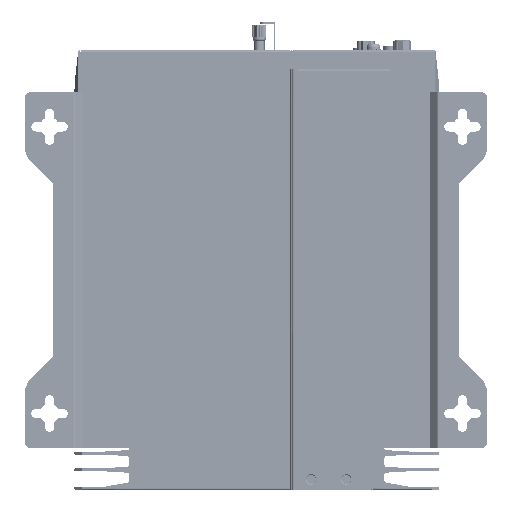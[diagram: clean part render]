
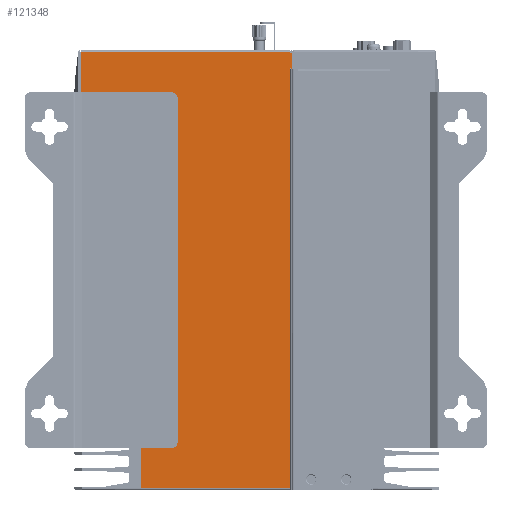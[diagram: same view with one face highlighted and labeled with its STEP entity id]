
A CAD part, front view. The second image highlights one B-rep face of the part: STEP entity #121348.
In plain terms, the highlighted planar face has unit normal (0, -1, 0).
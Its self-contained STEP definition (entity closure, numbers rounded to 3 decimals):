
#3144 = CARTESIAN_POINT ( 'NONE',  ( 19.35, 0., -208. ) ) ;
#8162 = CARTESIAN_POINT ( 'NONE',  ( 16.35, 0., -205. ) ) ;
#13950 = LINE ( 'NONE', #36639, #72784 ) ;
#21167 = DIRECTION ( 'NONE',  ( 0., 1., 0. ) ) ;
#23801 = VERTEX_POINT ( 'NONE', #279211 ) ;
#27424 = AXIS2_PLACEMENT_3D ( 'NONE', #49762, #21167, #142041 ) ;
#33520 = EDGE_CURVE ( 'NONE', #127216, #264015, #215773, .T. ) ;
#35879 = VECTOR ( 'NONE', #209300, 1000. ) ;
#36383 = EDGE_CURVE ( 'NONE', #260429, #252190, #13950, .T. ) ;
#36639 = CARTESIAN_POINT ( 'NONE',  ( 19.35, 0., -22. ) ) ;
#40061 = VERTEX_POINT ( 'NONE', #224037 ) ;
#41455 = CARTESIAN_POINT ( 'NONE',  ( 0.2, 0., -230. ) ) ;
#41549 = CARTESIAN_POINT ( 'NONE',  ( -30.65, 0., -22. ) ) ;
#42083 = DIRECTION ( 'NONE',  ( 1., 0., 0. ) ) ;
#42420 = EDGE_CURVE ( 'NONE', #297730, #264015, #260599, .T. ) ;
#42736 = LINE ( 'NONE', #201591, #157715 ) ;
#43508 = VECTOR ( 'NONE', #135889, 1000. ) ;
#48276 = PLANE ( 'NONE',  #27424 ) ;
#48569 = LINE ( 'NONE', #254321, #211283 ) ;
#48908 = ORIENTED_EDGE ( 'NONE', *, *, #88859, .F. ) ;
#49762 = CARTESIAN_POINT ( 'NONE',  ( 114.7, 0., -2.14 ) ) ;
#59022 = DIRECTION ( 'NONE',  ( 0., -1., 0. ) ) ;
#60176 = EDGE_CURVE ( 'NONE', #109648, #256484, #118061, .T. ) ;
#60804 = ORIENTED_EDGE ( 'NONE', *, *, #251040, .F. ) ;
#61385 = CARTESIAN_POINT ( 'NONE',  ( 79.185, 0., -1.5 ) ) ;
#63577 = DIRECTION ( 'NONE',  ( 0., 0., 1. ) ) ;
#70552 = DIRECTION ( 'NONE',  ( 0., -1., 0. ) ) ;
#72784 = VECTOR ( 'NONE', #104681, 1000. ) ;
#74699 = ORIENTED_EDGE ( 'NONE', *, *, #137894, .T. ) ;
#76057 = DIRECTION ( 'NONE',  ( 1., 0., 0. ) ) ;
#76665 = EDGE_CURVE ( 'NONE', #252190, #151900, #245387, .T. ) ;
#77529 = CARTESIAN_POINT ( 'NONE',  ( 79.185, 0., -9.786 ) ) ;
#78882 = CIRCLE ( 'NONE', #223818, 3. ) ;
#79172 = DIRECTION ( 'NONE',  ( 1., 0., 0. ) ) ;
#80229 = VECTOR ( 'NONE', #88271, 1000. ) ;
#84401 = VERTEX_POINT ( 'NONE', #85475 ) ;
#85475 = CARTESIAN_POINT ( 'NONE',  ( 19.35, 0., -25. ) ) ;
#88271 = DIRECTION ( 'NONE',  ( 0., 0., 1. ) ) ;
#88859 = EDGE_CURVE ( 'NONE', #23801, #256484, #272844, .T. ) ;
#90815 = ORIENTED_EDGE ( 'NONE', *, *, #250114, .T. ) ;
#92013 = CARTESIAN_POINT ( 'NONE',  ( 78.35, 0., -229.2 ) ) ;
#92478 = CARTESIAN_POINT ( 'NONE',  ( 16.35, 0., -22. ) ) ;
#93263 = DIRECTION ( 'NONE',  ( 0., 0., -1. ) ) ;
#96687 = ORIENTED_EDGE ( 'NONE', *, *, #278858, .T. ) ;
#100397 = DIRECTION ( 'NONE',  ( 0., 1., 0. ) ) ;
#100474 = VECTOR ( 'NONE', #153664, 1000. ) ;
#103997 = CARTESIAN_POINT ( 'NONE',  ( -30.65, 0., -31.4 ) ) ;
#104681 = DIRECTION ( 'NONE',  ( -1., 0., 0. ) ) ;
#106337 = VECTOR ( 'NONE', #220073, 1000. ) ;
#108612 = VECTOR ( 'NONE', #63577, 1000. ) ;
#109648 = VERTEX_POINT ( 'NONE', #203656 ) ;
#112799 = ORIENTED_EDGE ( 'NONE', *, *, #245388, .F. ) ;
#113369 = FACE_OUTER_BOUND ( 'NONE', #183759, .T. ) ;
#113387 = ORIENTED_EDGE ( 'NONE', *, *, #146372, .T. ) ;
#116265 = CIRCLE ( 'NONE', #150183, 2. ) ;
#118061 = LINE ( 'NONE', #3144, #233850 ) ;
#121348 = ADVANCED_FACE ( 'NONE', ( #113369 ), #48276, .F. ) ;
#127216 = VERTEX_POINT ( 'NONE', #244472 ) ;
#127798 = LINE ( 'NONE', #239762, #106337 ) ;
#135889 = DIRECTION ( 'NONE',  ( 0., 0., -1. ) ) ;
#136158 = LINE ( 'NONE', #270828, #108612 ) ;
#137894 = EDGE_CURVE ( 'NONE', #175324, #151148, #222558, .T. ) ;
#142041 = DIRECTION ( 'NONE',  ( 0., 0., 1. ) ) ;
#146372 = EDGE_CURVE ( 'NONE', #275507, #151900, #116265, .T. ) ;
#148577 = ORIENTED_EDGE ( 'NONE', *, *, #36383, .F. ) ;
#150183 = AXIS2_PLACEMENT_3D ( 'NONE', #279266, #70552, #93263 ) ;
#150649 = VERTEX_POINT ( 'NONE', #92013 ) ;
#151148 = VERTEX_POINT ( 'NONE', #77529 ) ;
#151900 = VERTEX_POINT ( 'NONE', #103997 ) ;
#153664 = DIRECTION ( 'NONE',  ( -1., 0., 0. ) ) ;
#157715 = VECTOR ( 'NONE', #204589, 1000. ) ;
#158055 = ORIENTED_EDGE ( 'NONE', *, *, #42420, .F. ) ;
#158604 = CARTESIAN_POINT ( 'NONE',  ( -31.45, 0., -230. ) ) ;
#159100 = ORIENTED_EDGE ( 'NONE', *, *, #288563, .F. ) ;
#161166 = ORIENTED_EDGE ( 'NONE', *, *, #76665, .F. ) ;
#163868 = VERTEX_POINT ( 'NONE', #216482 ) ;
#166749 = CARTESIAN_POINT ( 'NONE',  ( 78.35, 0., -0.8 ) ) ;
#168778 = CIRCLE ( 'NONE', #202656, 3. ) ;
#174164 = DIRECTION ( 'NONE',  ( 0., 1., 0. ) ) ;
#175324 = VERTEX_POINT ( 'NONE', #278404 ) ;
#183759 = EDGE_LOOP ( 'NONE', ( #74699, #230713, #199893, #158055, #159100, #96687, #113387, #161166, #148577, #90815, #60804, #262780, #203692, #48908, #196928, #112799 ) ) ;
#187720 = DIRECTION ( 'NONE',  ( 0., 0., -1. ) ) ;
#191043 = LINE ( 'NONE', #283293, #268679 ) ;
#196928 = ORIENTED_EDGE ( 'NONE', *, *, #204624, .T. ) ;
#197028 = DIRECTION ( 'NONE',  ( 0., 0., -1. ) ) ;
#198383 = AXIS2_PLACEMENT_3D ( 'NONE', #266253, #59022, #237569 ) ;
#199893 = ORIENTED_EDGE ( 'NONE', *, *, #33520, .T. ) ;
#201591 = CARTESIAN_POINT ( 'NONE',  ( -31.45, 0., -229.2 ) ) ;
#202048 = CARTESIAN_POINT ( 'NONE',  ( 0.2, 0., -208. ) ) ;
#202656 = AXIS2_PLACEMENT_3D ( 'NONE', #228125, #174164, #42083 ) ;
#203656 = CARTESIAN_POINT ( 'NONE',  ( 16.35, 0., -208. ) ) ;
#203692 = ORIENTED_EDGE ( 'NONE', *, *, #60176, .T. ) ;
#204589 = DIRECTION ( 'NONE',  ( 1., 0., 0. ) ) ;
#204624 = EDGE_CURVE ( 'NONE', #23801, #150649, #42736, .T. ) ;
#209300 = DIRECTION ( 'NONE',  ( 0., 0., -1. ) ) ;
#211283 = VECTOR ( 'NONE', #187720, 1000. ) ;
#215773 = LINE ( 'NONE', #61385, #100474 ) ;
#216482 = CARTESIAN_POINT ( 'NONE',  ( 19.35, 0., -205. ) ) ;
#220073 = DIRECTION ( 'NONE',  ( 0., 0., 1. ) ) ;
#222558 = CIRCLE ( 'NONE', #198383, 1. ) ;
#222630 = EDGE_CURVE ( 'NONE', #163868, #109648, #78882, .T. ) ;
#223818 = AXIS2_PLACEMENT_3D ( 'NONE', #8162, #100397, #79172 ) ;
#224037 = CARTESIAN_POINT ( 'NONE',  ( -31.45, 0., -0.8 ) ) ;
#228125 = CARTESIAN_POINT ( 'NONE',  ( 16.35, 0., -25. ) ) ;
#230713 = ORIENTED_EDGE ( 'NONE', *, *, #297003, .T. ) ;
#233850 = VECTOR ( 'NONE', #234520, 1000. ) ;
#234520 = DIRECTION ( 'NONE',  ( -1., 0., 0. ) ) ;
#234849 = CARTESIAN_POINT ( 'NONE',  ( 78.35, 0., -1.5 ) ) ;
#234951 = CARTESIAN_POINT ( 'NONE',  ( 78.35, 0., -230. ) ) ;
#237569 = DIRECTION ( 'NONE',  ( 0., 0., 1. ) ) ;
#239762 = CARTESIAN_POINT ( 'NONE',  ( 19.35, 0., -208. ) ) ;
#244472 = CARTESIAN_POINT ( 'NONE',  ( 79.185, 0., -1.5 ) ) ;
#245387 = LINE ( 'NONE', #263605, #282130 ) ;
#245388 = EDGE_CURVE ( 'NONE', #175324, #150649, #48569, .T. ) ;
#250114 = EDGE_CURVE ( 'NONE', #260429, #84401, #168778, .T. ) ;
#251040 = EDGE_CURVE ( 'NONE', #163868, #84401, #127798, .T. ) ;
#252190 = VERTEX_POINT ( 'NONE', #41549 ) ;
#252357 = LINE ( 'NONE', #158604, #43508 ) ;
#254321 = CARTESIAN_POINT ( 'NONE',  ( 78.35, 0., -230. ) ) ;
#256484 = VERTEX_POINT ( 'NONE', #202048 ) ;
#260429 = VERTEX_POINT ( 'NONE', #92478 ) ;
#260599 = LINE ( 'NONE', #234951, #35879 ) ;
#262780 = ORIENTED_EDGE ( 'NONE', *, *, #222630, .T. ) ;
#263605 = CARTESIAN_POINT ( 'NONE',  ( -30.65, 0., -208. ) ) ;
#263803 = CARTESIAN_POINT ( 'NONE',  ( -31.45, 0., -29.8 ) ) ;
#264015 = VERTEX_POINT ( 'NONE', #234849 ) ;
#266253 = CARTESIAN_POINT ( 'NONE',  ( 79.35, 0., -8.8 ) ) ;
#268679 = VECTOR ( 'NONE', #76057, 1000. ) ;
#270828 = CARTESIAN_POINT ( 'NONE',  ( 79.185, 0., -230.004 ) ) ;
#272844 = LINE ( 'NONE', #41455, #80229 ) ;
#275507 = VERTEX_POINT ( 'NONE', #263803 ) ;
#278404 = CARTESIAN_POINT ( 'NONE',  ( 78.35, 0., -8.8 ) ) ;
#278858 = EDGE_CURVE ( 'NONE', #40061, #275507, #252357, .T. ) ;
#279211 = CARTESIAN_POINT ( 'NONE',  ( 0.2, 0., -229.2 ) ) ;
#279266 = CARTESIAN_POINT ( 'NONE',  ( -29.45, 0., -29.8 ) ) ;
#282130 = VECTOR ( 'NONE', #197028, 1000. ) ;
#283293 = CARTESIAN_POINT ( 'NONE',  ( -31.45, 0., -0.8 ) ) ;
#288563 = EDGE_CURVE ( 'NONE', #40061, #297730, #191043, .T. ) ;
#297003 = EDGE_CURVE ( 'NONE', #151148, #127216, #136158, .T. ) ;
#297730 = VERTEX_POINT ( 'NONE', #166749 ) ;
